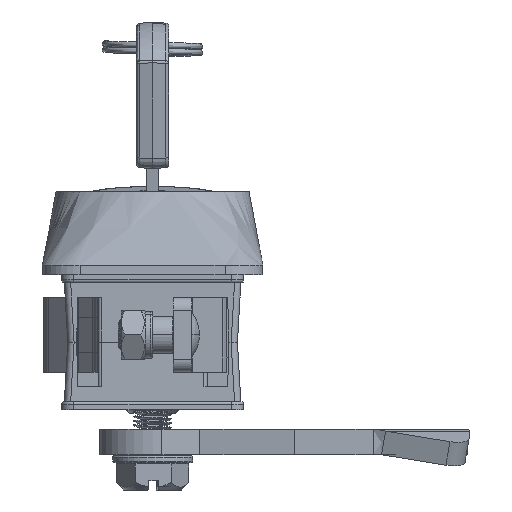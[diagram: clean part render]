
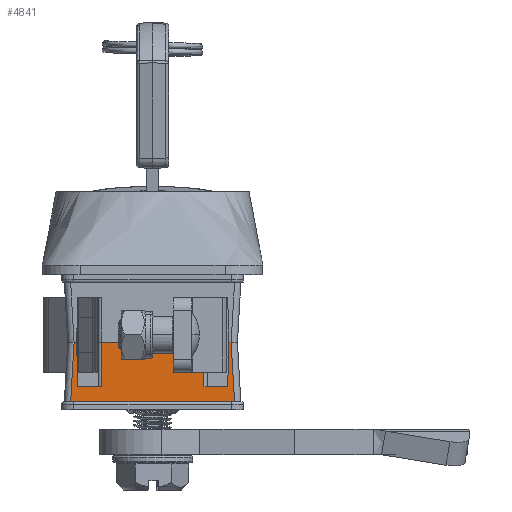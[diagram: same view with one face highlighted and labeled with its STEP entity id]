
A CAD part, left-side view. The second image highlights one B-rep face of the part: STEP entity #4841.
In plain terms, the highlighted planar face has unit normal (-1, 0, 0.009).
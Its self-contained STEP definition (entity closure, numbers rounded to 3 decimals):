
#325 = CARTESIAN_POINT ( 'NONE',  ( -27.91, -73.499, -20.1 ) ) ;
#345 = CARTESIAN_POINT ( 'NONE',  ( -27.828, -68.09, -10.7 ) ) ;
#846 = CARTESIAN_POINT ( 'NONE',  ( -27.883, -47.181, -16.967 ) ) ;
#1309 = VERTEX_POINT ( 'NONE', #7580 ) ;
#2110 = ORIENTED_EDGE ( 'NONE', *, *, #8435, .T. ) ;
#3434 = CARTESIAN_POINT ( 'NONE',  ( -27.89, -68.152, -17.8 ) ) ;
#3665 = CARTESIAN_POINT ( 'NONE',  ( -27.849, -51.89, -13.067 ) ) ;
#4841 = ADVANCED_FACE ( 'NONE', ( #10712 ), #23273, .T. ) ;
#5024 = VECTOR ( 'NONE', #12331, 1000. ) ;
#5068 = VERTEX_POINT ( 'NONE', #20815 ) ;
#5145 = CARTESIAN_POINT ( 'NONE',  ( -27.89, -68.152, -17.8 ) ) ;
#5530 = CARTESIAN_POINT ( 'NONE',  ( -27.828, -73.499, -10.7 ) ) ;
#5724 = DIRECTION ( 'NONE',  ( 0., -1., 0. ) ) ;
#5932 = EDGE_CURVE ( 'NONE', #17155, #35842, #38476, .T. ) ;
#6349 = DIRECTION ( 'NONE',  ( -1., 0., 0.009 ) ) ;
#6765 = CARTESIAN_POINT ( 'NONE',  ( -27.89, -48.051, -17.8 ) ) ;
#6975 = VERTEX_POINT ( 'NONE', #33803 ) ;
#7330 = EDGE_CURVE ( 'NONE', #11400, #26727, #40297, .T. ) ;
#7580 = CARTESIAN_POINT ( 'NONE',  ( -27.828, -72.458, -10.7 ) ) ;
#8032 = VERTEX_POINT ( 'NONE', #25534 ) ;
#8207 = CARTESIAN_POINT ( 'NONE',  ( -27.89, -52.348, -17.8 ) ) ;
#8435 = EDGE_CURVE ( 'NONE', #8032, #34448, #12934, .T. ) ;
#8772 = CARTESIAN_POINT ( 'NONE',  ( -27.89, -73.499, -17.8 ) ) ;
#10407 = VECTOR ( 'NONE', #40396, 1000. ) ;
#10712 = FACE_OUTER_BOUND ( 'NONE', #30427, .T. ) ;
#11185 = DIRECTION ( 'NONE',  ( 0.009, -0.009, 1. ) ) ;
#11400 = VERTEX_POINT ( 'NONE', #26223 ) ;
#12331 = DIRECTION ( 'NONE',  ( 0., 1., 0. ) ) ;
#12934 = LINE ( 'NONE', #8772, #14580 ) ;
#13312 = VECTOR ( 'NONE', #5724, 1000. ) ;
#13495 = VERTEX_POINT ( 'NONE', #6765 ) ;
#13556 = CARTESIAN_POINT ( 'NONE',  ( -27.849, -68.11, -13.067 ) ) ;
#14243 = CARTESIAN_POINT ( 'NONE',  ( -27.91, -47.001, -20.1 ) ) ;
#14580 = VECTOR ( 'NONE', #22189, 1000. ) ;
#14955 = CARTESIAN_POINT ( 'NONE',  ( -27.828, -72.458, -10.7 ) ) ;
#14969 = ORIENTED_EDGE ( 'NONE', *, *, #39604, .F. ) ;
#17103 = CARTESIAN_POINT ( 'NONE',  ( -27.914, -73.499, -20.6 ) ) ;
#17155 = VERTEX_POINT ( 'NONE', #24534 ) ;
#17553 = CARTESIAN_POINT ( 'NONE',  ( -27.855, -47.362, -13.833 ) ) ;
#18264 = CARTESIAN_POINT ( 'NONE',  ( -27.828, -47.542, -10.7 ) ) ;
#20006 = VERTEX_POINT ( 'NONE', #26723 ) ;
#20374 = CARTESIAN_POINT ( 'NONE',  ( -27.869, -68.131, -15.433 ) ) ;
#20384 = CARTESIAN_POINT ( 'NONE',  ( -27.869, -51.869, -15.433 ) ) ;
#20557 = ORIENTED_EDGE ( 'NONE', *, *, #41622, .F. ) ;
#20815 = CARTESIAN_POINT ( 'NONE',  ( -27.828, -72.01, -10.7 ) ) ;
#21613 = DIRECTION ( 'NONE',  ( 0., -1., 0. ) ) ;
#21985 = CARTESIAN_POINT ( 'NONE',  ( -27.883, -72.819, -16.967 ) ) ;
#22189 = DIRECTION ( 'NONE',  ( 0., 1., 0. ) ) ;
#23273 = PLANE ( 'NONE',  #41456 ) ;
#23503 = CARTESIAN_POINT ( 'NONE',  ( -27.828, -47.542, -10.7 ) ) ;
#24459 = CARTESIAN_POINT ( 'NONE',  ( -27.894, -48.056, -18.273 ) ) ;
#24467 = LINE ( 'NONE', #8207, #27980 ) ;
#24483 = ORIENTED_EDGE ( 'NONE', *, *, #39087, .T. ) ;
#24534 = CARTESIAN_POINT ( 'NONE',  ( -27.828, -68.09, -10.7 ) ) ;
#24782 = ORIENTED_EDGE ( 'NONE', *, *, #38413, .F. ) ;
#24813 = LINE ( 'NONE', #38174, #29919 ) ;
#24850 = CARTESIAN_POINT ( 'NONE',  ( -27.855, -72.638, -13.833 ) ) ;
#25534 = CARTESIAN_POINT ( 'NONE',  ( -27.89, -71.949, -17.8 ) ) ;
#26067 = ORIENTED_EDGE ( 'NONE', *, *, #5932, .T. ) ;
#26201 = EDGE_CURVE ( 'NONE', #38391, #6975, #34047, .T. ) ;
#26223 = CARTESIAN_POINT ( 'NONE',  ( -27.91, -72.999, -20.1 ) ) ;
#26645 = VECTOR ( 'NONE', #37841, 1000. ) ;
#26723 = CARTESIAN_POINT ( 'NONE',  ( -27.89, -51.849, -17.8 ) ) ;
#26727 = VERTEX_POINT ( 'NONE', #39230 ) ;
#27036 = CARTESIAN_POINT ( 'NONE',  ( -27.828, -48.5, -10.7 ) ) ;
#27980 = VECTOR ( 'NONE', #21613, 1000. ) ;
#29383 = B_SPLINE_CURVE_WITH_KNOTS ( 'NONE', 3,
 ( #39900, #20384, #3665, #36620 ),
 .UNSPECIFIED., .F., .F.,
 ( 4, 4 ),
 ( 0., 1.203 ),
 .UNSPECIFIED. ) ;
#29891 = EDGE_CURVE ( 'NONE', #20006, #35842, #29383, .T. ) ;
#29919 = VECTOR ( 'NONE', #11185, 1000. ) ;
#30427 = EDGE_LOOP ( 'NONE', ( #26067, #36710, #37164, #14969, #32520, #35745, #37541, #24782, #20557, #37863, #2110, #24483 ) ) ;
#30954 = EDGE_CURVE ( 'NONE', #8032, #5068, #24813, .T. ) ;
#31094 = DIRECTION ( 'NONE',  ( 0., 1., 0. ) ) ;
#31843 = B_SPLINE_CURVE_WITH_KNOTS ( 'NONE', 3,
 ( #14955, #24850, #21985, #38869 ),
 .UNSPECIFIED., .F., .F.,
 ( 4, 4 ),
 ( -0.146, 1. ),
 .UNSPECIFIED. ) ;
#32419 = VECTOR ( 'NONE', #31094, 1000. ) ;
#32520 = ORIENTED_EDGE ( 'NONE', *, *, #26201, .F. ) ;
#32787 = CARTESIAN_POINT ( 'NONE',  ( -27.828, -51.91, -10.7 ) ) ;
#33803 = CARTESIAN_POINT ( 'NONE',  ( -27.828, -47.99, -10.7 ) ) ;
#34047 = LINE ( 'NONE', #27036, #10407 ) ;
#34448 = VERTEX_POINT ( 'NONE', #5145 ) ;
#35608 = LINE ( 'NONE', #41958, #13312 ) ;
#35745 = ORIENTED_EDGE ( 'NONE', *, *, #37784, .F. ) ;
#35842 = VERTEX_POINT ( 'NONE', #32787 ) ;
#36620 = CARTESIAN_POINT ( 'NONE',  ( -27.828, -51.91, -10.7 ) ) ;
#36710 = ORIENTED_EDGE ( 'NONE', *, *, #29891, .F. ) ;
#37164 = ORIENTED_EDGE ( 'NONE', *, *, #40916, .F. ) ;
#37541 = ORIENTED_EDGE ( 'NONE', *, *, #7330, .F. ) ;
#37784 = EDGE_CURVE ( 'NONE', #26727, #38391, #43416, .T. ) ;
#37841 = DIRECTION ( 'NONE',  ( -0.009, -0.009, -1. ) ) ;
#37863 = ORIENTED_EDGE ( 'NONE', *, *, #30954, .F. ) ;
#38174 = CARTESIAN_POINT ( 'NONE',  ( -27.835, -72.004, -11.433 ) ) ;
#38391 = VERTEX_POINT ( 'NONE', #18264 ) ;
#38413 = EDGE_CURVE ( 'NONE', #1309, #11400, #31843, .T. ) ;
#38476 = LINE ( 'NONE', #5530, #5024 ) ;
#38869 = CARTESIAN_POINT ( 'NONE',  ( -27.91, -72.999, -20.1 ) ) ;
#39083 = LINE ( 'NONE', #24459, #26645 ) ;
#39087 = EDGE_CURVE ( 'NONE', #34448, #17155, #43323, .T. ) ;
#39230 = CARTESIAN_POINT ( 'NONE',  ( -27.91, -47.001, -20.1 ) ) ;
#39604 = EDGE_CURVE ( 'NONE', #6975, #13495, #39083, .T. ) ;
#39900 = CARTESIAN_POINT ( 'NONE',  ( -27.89, -51.849, -17.8 ) ) ;
#40297 = LINE ( 'NONE', #325, #32419 ) ;
#40396 = DIRECTION ( 'NONE',  ( 0., -1., 0. ) ) ;
#40567 = DIRECTION ( 'NONE',  ( 0.009, 0., 1. ) ) ;
#40916 = EDGE_CURVE ( 'NONE', #13495, #20006, #24467, .T. ) ;
#41456 = AXIS2_PLACEMENT_3D ( 'NONE', #17103, #6349, #40567 ) ;
#41622 = EDGE_CURVE ( 'NONE', #5068, #1309, #35608, .T. ) ;
#41958 = CARTESIAN_POINT ( 'NONE',  ( -27.828, -74.028, -10.7 ) ) ;
#43323 = B_SPLINE_CURVE_WITH_KNOTS ( 'NONE', 3,
 ( #3434, #20374, #13556, #345 ),
 .UNSPECIFIED., .F., .F.,
 ( 4, 4 ),
 ( 0., 1.203 ),
 .UNSPECIFIED. ) ;
#43416 = B_SPLINE_CURVE_WITH_KNOTS ( 'NONE', 3,
 ( #14243, #846, #17553, #23503 ),
 .UNSPECIFIED., .F., .F.,
 ( 4, 4 ),
 ( 0., 1.146 ),
 .UNSPECIFIED. ) ;
